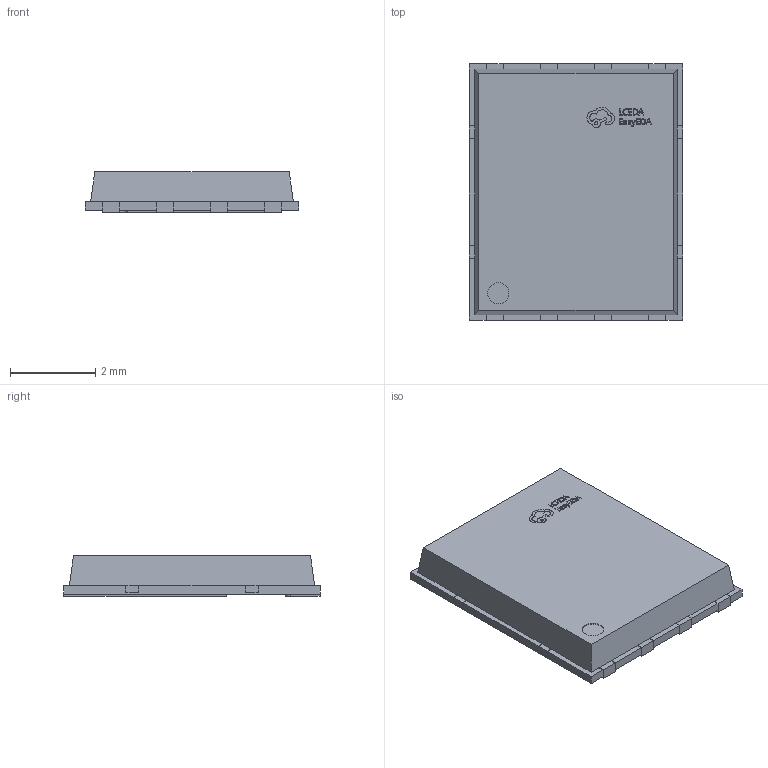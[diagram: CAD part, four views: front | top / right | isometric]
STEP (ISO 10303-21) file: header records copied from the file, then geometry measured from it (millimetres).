
FILE_DESCRIPTION(('FreeCAD Model'),'2;1');
FILE_NAME('Open CASCADE Shape Model','2023-11-24T15:05:03',(''),(''), 'Open CASCADE STEP processor 7.6','FreeCAD','Unknown');
FILE_SCHEMA(('AUTOMOTIVE_DESIGN { 1 0 10303 214 1 1 1 1 }'));
Length unit declared in the file: millimetre
Products named in the file (11): Q1; PG-TDSON-8_L5.0-W6.0-P1.27-BL-EP; COMPOUND008; COMPOUND; COMPOUND001; COMPOUND002; COMPOUND003; COMPOUND004; COMPOUND005; COMPOUND006; COMPOUND007
Assembly tree (10 placements, depth 4):
  Q1
    PG-TDSON-8_L5.0-W6.0-P1.27-BL-EP
      COMPOUND008
        COMPOUND
        COMPOUND001
        COMPOUND002
        COMPOUND003
        COMPOUND004
        COMPOUND005
        COMPOUND006
        COMPOUND007
Bounding box: 5 x 6 x 0.95 mm (x, y, z)
Volume: 25.2 mm3; surface area: 135 mm2
Topology: 8 solids, 8 shells, 437 faces, 1176 edges, 776 vertices
Faces by surface type: plane 303, bspline 114, cylinder 20
Entity records: 17018 total; most frequent: CARTESIAN_POINT 4762, ORIENTED_EDGE 2352, DIRECTION 1652, EDGE_CURVE 1176, LINE 904, VECTOR 904, VERTEX_POINT 776, FACE_BOUND 464
